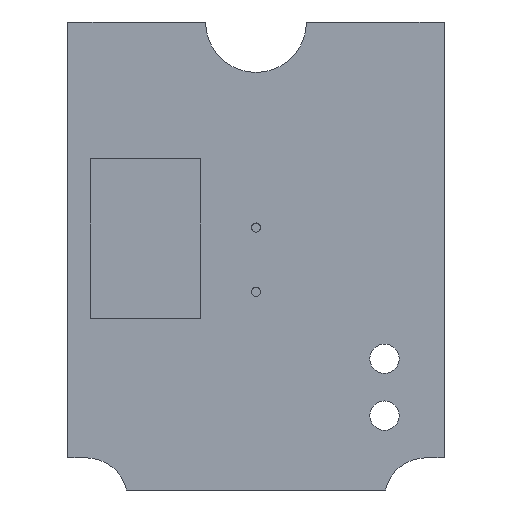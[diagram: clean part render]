
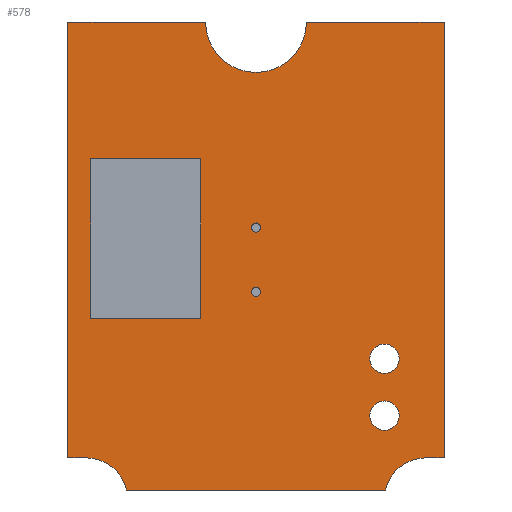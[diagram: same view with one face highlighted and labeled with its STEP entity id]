
A CAD part, front view. The second image highlights one B-rep face of the part: STEP entity #578.
In plain terms, the highlighted planar face has unit normal (0, -1, 0).
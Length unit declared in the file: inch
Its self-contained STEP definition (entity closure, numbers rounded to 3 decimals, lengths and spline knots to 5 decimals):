
#15=FACE_BOUND('',#80,.T.);
#16=FACE_BOUND('',#81,.T.);
#17=FACE_BOUND('',#82,.T.);
#18=FACE_BOUND('',#83,.T.);
#19=FACE_BOUND('',#84,.T.);
#27=PLANE('',#631);
#48=FACE_OUTER_BOUND('',#79,.T.);
#79=EDGE_LOOP('',(#405,#406,#407,#408,#409,#410,#411,#412,#413,#414));
#80=EDGE_LOOP('',(#415,#416));
#81=EDGE_LOOP('',(#417,#418));
#82=EDGE_LOOP('',(#419,#420));
#83=EDGE_LOOP('',(#421,#422));
#84=EDGE_LOOP('',(#423,#424,#425,#426));
#121=LINE('',#886,#171);
#124=LINE('',#893,#174);
#125=LINE('',#897,#175);
#126=LINE('',#898,#176);
#127=LINE('',#900,#177);
#128=LINE('',#904,#178);
#129=LINE('',#905,#179);
#130=LINE('',#924,#180);
#131=LINE('',#926,#181);
#132=LINE('',#928,#182);
#133=LINE('',#929,#183);
#171=VECTOR('',#704,0.03937);
#174=VECTOR('',#709,0.29528);
#175=VECTOR('',#712,0.29528);
#176=VECTOR('',#713,0.93504);
#177=VECTOR('',#714,0.55561);
#178=VECTOR('',#717,0.03937);
#179=VECTOR('',#718,0.93504);
#180=VECTOR('',#735,0.23622);
#181=VECTOR('',#736,0.34252);
#182=VECTOR('',#737,0.23622);
#183=VECTOR('',#738,0.34252);
#219=CIRCLE('',#628,0.08858);
#221=CIRCLE('',#632,0.10827);
#222=CIRCLE('',#633,0.08858);
#223=CIRCLE('',#634,0.0315);
#224=CIRCLE('',#635,0.0315);
#225=CIRCLE('',#636,0.0315);
#226=CIRCLE('',#637,0.0315);
#227=CIRCLE('',#638,0.00984);
#228=CIRCLE('',#639,0.00984);
#229=CIRCLE('',#640,0.00984);
#230=CIRCLE('',#641,0.00984);
#253=VERTEX_POINT('',#876);
#254=VERTEX_POINT('',#877);
#257=VERTEX_POINT('',#885);
#259=VERTEX_POINT('',#891);
#260=VERTEX_POINT('',#892);
#261=VERTEX_POINT('',#894);
#262=VERTEX_POINT('',#896);
#263=VERTEX_POINT('',#899);
#264=VERTEX_POINT('',#901);
#265=VERTEX_POINT('',#903);
#266=VERTEX_POINT('',#906);
#267=VERTEX_POINT('',#907);
#268=VERTEX_POINT('',#910);
#269=VERTEX_POINT('',#911);
#270=VERTEX_POINT('',#914);
#271=VERTEX_POINT('',#915);
#272=VERTEX_POINT('',#918);
#273=VERTEX_POINT('',#919);
#274=VERTEX_POINT('',#922);
#275=VERTEX_POINT('',#923);
#276=VERTEX_POINT('',#925);
#277=VERTEX_POINT('',#927);
#313=EDGE_CURVE('',#253,#254,#219,.T.);
#317=EDGE_CURVE('',#257,#253,#121,.T.);
#320=EDGE_CURVE('',#259,#260,#124,.T.);
#321=EDGE_CURVE('',#259,#261,#221,.T.);
#322=EDGE_CURVE('',#262,#261,#125,.T.);
#323=EDGE_CURVE('',#257,#262,#126,.T.);
#324=EDGE_CURVE('',#263,#254,#127,.T.);
#325=EDGE_CURVE('',#263,#264,#222,.T.);
#326=EDGE_CURVE('',#264,#265,#128,.T.);
#327=EDGE_CURVE('',#260,#265,#129,.T.);
#328=EDGE_CURVE('',#266,#267,#223,.T.);
#329=EDGE_CURVE('',#267,#266,#224,.T.);
#330=EDGE_CURVE('',#268,#269,#225,.T.);
#331=EDGE_CURVE('',#269,#268,#226,.T.);
#332=EDGE_CURVE('',#270,#271,#227,.T.);
#333=EDGE_CURVE('',#271,#270,#228,.T.);
#334=EDGE_CURVE('',#272,#273,#229,.T.);
#335=EDGE_CURVE('',#273,#272,#230,.T.);
#336=EDGE_CURVE('',#274,#275,#130,.T.);
#337=EDGE_CURVE('',#275,#276,#131,.T.);
#338=EDGE_CURVE('',#276,#277,#132,.T.);
#339=EDGE_CURVE('',#277,#274,#133,.T.);
#405=ORIENTED_EDGE('',*,*,#320,.F.);
#406=ORIENTED_EDGE('',*,*,#321,.T.);
#407=ORIENTED_EDGE('',*,*,#322,.F.);
#408=ORIENTED_EDGE('',*,*,#323,.F.);
#409=ORIENTED_EDGE('',*,*,#317,.T.);
#410=ORIENTED_EDGE('',*,*,#313,.T.);
#411=ORIENTED_EDGE('',*,*,#324,.F.);
#412=ORIENTED_EDGE('',*,*,#325,.T.);
#413=ORIENTED_EDGE('',*,*,#326,.T.);
#414=ORIENTED_EDGE('',*,*,#327,.F.);
#415=ORIENTED_EDGE('',*,*,#328,.T.);
#416=ORIENTED_EDGE('',*,*,#329,.T.);
#417=ORIENTED_EDGE('',*,*,#330,.T.);
#418=ORIENTED_EDGE('',*,*,#331,.T.);
#419=ORIENTED_EDGE('',*,*,#332,.T.);
#420=ORIENTED_EDGE('',*,*,#333,.T.);
#421=ORIENTED_EDGE('',*,*,#334,.T.);
#422=ORIENTED_EDGE('',*,*,#335,.T.);
#423=ORIENTED_EDGE('',*,*,#336,.T.);
#424=ORIENTED_EDGE('',*,*,#337,.T.);
#425=ORIENTED_EDGE('',*,*,#338,.T.);
#426=ORIENTED_EDGE('',*,*,#339,.T.);
#578=ADVANCED_FACE('',(#48,#15,#16,#17,#18,#19),#27,.T.);
#628=AXIS2_PLACEMENT_3D('',#878,#696,#697);
#631=AXIS2_PLACEMENT_3D('',#890,#707,#708);
#632=AXIS2_PLACEMENT_3D('',#895,#710,#711);
#633=AXIS2_PLACEMENT_3D('',#902,#715,#716);
#634=AXIS2_PLACEMENT_3D('',#908,#719,#720);
#635=AXIS2_PLACEMENT_3D('',#909,#721,#722);
#636=AXIS2_PLACEMENT_3D('',#912,#723,#724);
#637=AXIS2_PLACEMENT_3D('',#913,#725,#726);
#638=AXIS2_PLACEMENT_3D('',#916,#727,#728);
#639=AXIS2_PLACEMENT_3D('',#917,#729,#730);
#640=AXIS2_PLACEMENT_3D('',#920,#731,#732);
#641=AXIS2_PLACEMENT_3D('',#921,#733,#734);
#696=DIRECTION('center_axis',(0.,1.,0.));
#697=DIRECTION('ref_axis',(0.,0.,1.));
#704=DIRECTION('',(1.,0.,0.));
#707=DIRECTION('center_axis',(0.,-1.,0.));
#708=DIRECTION('ref_axis',(0.,0.,-1.));
#709=DIRECTION('',(1.,0.,0.));
#710=DIRECTION('center_axis',(0.,1.,0.));
#711=DIRECTION('ref_axis',(0.,0.,1.));
#712=DIRECTION('',(1.,0.,0.));
#713=DIRECTION('',(0.,0.,1.));
#714=DIRECTION('',(-1.,0.,0.));
#715=DIRECTION('center_axis',(0.,1.,0.));
#716=DIRECTION('ref_axis',(0.,0.,1.));
#717=DIRECTION('',(1.,0.,0.));
#718=DIRECTION('',(0.,0.,-1.));
#719=DIRECTION('center_axis',(0.,1.,0.));
#720=DIRECTION('ref_axis',(0.,0.,1.));
#721=DIRECTION('center_axis',(0.,1.,0.));
#722=DIRECTION('ref_axis',(0.,0.,1.));
#723=DIRECTION('center_axis',(0.,1.,0.));
#724=DIRECTION('ref_axis',(0.,0.,1.));
#725=DIRECTION('center_axis',(0.,1.,0.));
#726=DIRECTION('ref_axis',(0.,0.,1.));
#727=DIRECTION('center_axis',(0.,1.,0.));
#728=DIRECTION('ref_axis',(0.,0.,1.));
#729=DIRECTION('center_axis',(0.,1.,0.));
#730=DIRECTION('ref_axis',(0.,0.,1.));
#731=DIRECTION('center_axis',(0.,1.,0.));
#732=DIRECTION('ref_axis',(0.,0.,1.));
#733=DIRECTION('center_axis',(0.,1.,0.));
#734=DIRECTION('ref_axis',(0.,0.,1.));
#735=DIRECTION('',(1.,0.,0.));
#736=DIRECTION('',(0.,0.,-1.));
#737=DIRECTION('',(-1.,0.,0.));
#738=DIRECTION('',(0.,0.,1.));
#876=CARTESIAN_POINT('',(-0.36417,-0.05512,-0.4252));
#877=CARTESIAN_POINT('',(-0.27781,-0.05512,-0.49409));
#878=CARTESIAN_POINT('Origin',(-0.36417,-0.05512,-0.51378));
#885=CARTESIAN_POINT('',(-0.40354,-0.05512,-0.4252));
#886=CARTESIAN_POINT('',(-0.40354,-0.05512,-0.4252));
#890=CARTESIAN_POINT('Origin',(0.,-0.05512,0.));
#891=CARTESIAN_POINT('',(0.10827,-0.05512,0.50984));
#892=CARTESIAN_POINT('',(0.40354,-0.05512,0.50984));
#893=CARTESIAN_POINT('',(0.10827,-0.05512,0.50984));
#894=CARTESIAN_POINT('',(-0.10827,-0.05512,0.50984));
#895=CARTESIAN_POINT('Origin',(0.,-0.05512,0.50984));
#896=CARTESIAN_POINT('',(-0.40354,-0.05512,0.50984));
#897=CARTESIAN_POINT('',(-0.40354,-0.05512,0.50984));
#898=CARTESIAN_POINT('',(-0.40354,-0.05512,-0.4252));
#899=CARTESIAN_POINT('',(0.27781,-0.05512,-0.49409));
#900=CARTESIAN_POINT('',(0.27781,-0.05512,-0.49409));
#901=CARTESIAN_POINT('',(0.36417,-0.05512,-0.4252));
#902=CARTESIAN_POINT('Origin',(0.36417,-0.05512,-0.51378));
#903=CARTESIAN_POINT('',(0.40354,-0.05512,-0.4252));
#904=CARTESIAN_POINT('',(0.36417,-0.05512,-0.4252));
#905=CARTESIAN_POINT('',(0.40354,-0.05512,0.50984));
#906=CARTESIAN_POINT('',(0.27559,-0.05512,-0.1811));
#907=CARTESIAN_POINT('',(0.27559,-0.05512,-0.24409));
#908=CARTESIAN_POINT('Origin',(0.27559,-0.05512,-0.2126));
#909=CARTESIAN_POINT('Origin',(0.27559,-0.05512,-0.2126));
#910=CARTESIAN_POINT('',(0.27559,-0.05512,-0.30315));
#911=CARTESIAN_POINT('',(0.27559,-0.05512,-0.36614));
#912=CARTESIAN_POINT('Origin',(0.27559,-0.05512,-0.33465));
#913=CARTESIAN_POINT('Origin',(0.27559,-0.05512,-0.33465));
#914=CARTESIAN_POINT('',(0.,-0.05512,0.07874));
#915=CARTESIAN_POINT('',(0.,-0.05512,0.05906));
#916=CARTESIAN_POINT('Origin',(0.,-0.05512,0.0689));
#917=CARTESIAN_POINT('Origin',(0.,-0.05512,0.0689));
#918=CARTESIAN_POINT('',(0.,-0.05512,-0.05906));
#919=CARTESIAN_POINT('',(0.,-0.05512,-0.07874));
#920=CARTESIAN_POINT('Origin',(0.,-0.05512,-0.0689));
#921=CARTESIAN_POINT('Origin',(0.,-0.05512,-0.0689));
#922=CARTESIAN_POINT('',(-0.35433,-0.05512,0.21654));
#923=CARTESIAN_POINT('',(-0.11811,-0.05512,0.21654));
#924=CARTESIAN_POINT('',(-0.35433,-0.05512,0.21654));
#925=CARTESIAN_POINT('',(-0.11811,-0.05512,-0.12598));
#926=CARTESIAN_POINT('',(-0.11811,-0.05512,0.21654));
#927=CARTESIAN_POINT('',(-0.35433,-0.05512,-0.12598));
#928=CARTESIAN_POINT('',(-0.11811,-0.05512,-0.12598));
#929=CARTESIAN_POINT('',(-0.35433,-0.05512,-0.12598));
